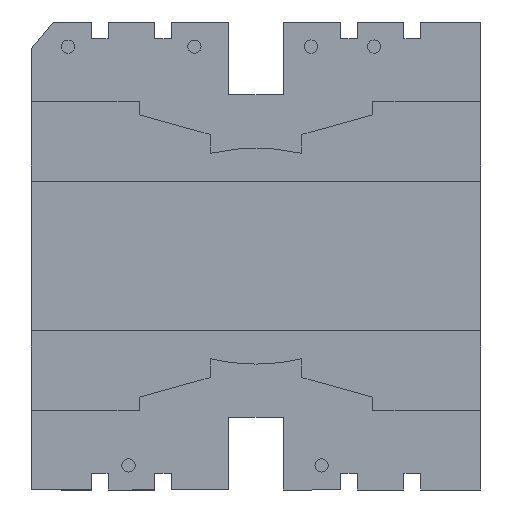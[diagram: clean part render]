
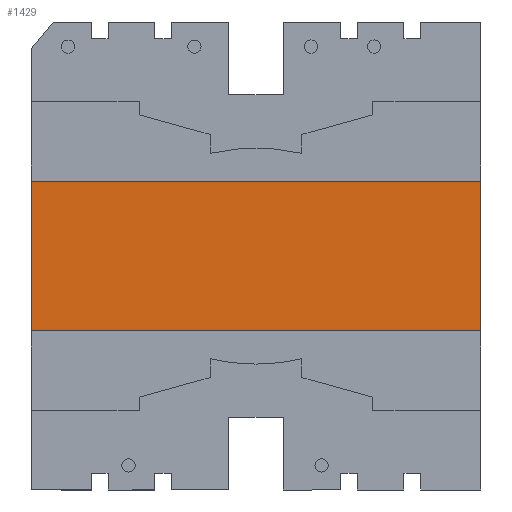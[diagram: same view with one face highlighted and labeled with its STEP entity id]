
A CAD part, front view. The second image highlights one B-rep face of the part: STEP entity #1429.
In plain terms, the highlighted planar face has unit normal (0, -1, 0).
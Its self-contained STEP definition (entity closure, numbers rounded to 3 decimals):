
#41 = ORIENTED_EDGE ( 'NONE', *, *, #2637, .T. ) ;
#252 = EDGE_CURVE ( 'NONE', #4628, #1279, #3554, .T. ) ;
#307 = CARTESIAN_POINT ( 'NONE',  ( 0., 0., -14.06 ) ) ;
#313 = LINE ( 'NONE', #3957, #574 ) ;
#574 = VECTOR ( 'NONE', #3931, 1000. ) ;
#642 = VERTEX_POINT ( 'NONE', #4086 ) ;
#768 = AXIS2_PLACEMENT_3D ( 'NONE', #3740, #2623, #3842 ) ;
#771 = EDGE_CURVE ( 'NONE', #4628, #642, #1879, .T. ) ;
#1025 = PLANE ( 'NONE',  #768 ) ;
#1090 = ORIENTED_EDGE ( 'NONE', *, *, #771, .F. ) ;
#1194 = VERTEX_POINT ( 'NONE', #4618 ) ;
#1249 = EDGE_CURVE ( 'NONE', #1194, #1279, #1537, .T. ) ;
#1279 = VERTEX_POINT ( 'NONE', #3945 ) ;
#1425 = FACE_OUTER_BOUND ( 'NONE', #3713, .T. ) ;
#1429 = ADVANCED_FACE ( 'NONE', ( #1425 ), #1025, .T. ) ;
#1537 = LINE ( 'NONE', #4333, #3768 ) ;
#1659 = CARTESIAN_POINT ( 'NONE',  ( 27., 0., 0. ) ) ;
#1778 = VECTOR ( 'NONE', #4212, 1000. ) ;
#1879 = LINE ( 'NONE', #307, #1778 ) ;
#2364 = DIRECTION ( 'NONE',  ( 0., 0., 1. ) ) ;
#2623 = DIRECTION ( 'NONE',  ( 0., -1., 0. ) ) ;
#2637 = EDGE_CURVE ( 'NONE', #1194, #642, #313, .T. ) ;
#2960 = ORIENTED_EDGE ( 'NONE', *, *, #1249, .F. ) ;
#3554 = LINE ( 'NONE', #1659, #5000 ) ;
#3713 = EDGE_LOOP ( 'NONE', ( #1090, #4183, #2960, #41 ) ) ;
#3740 = CARTESIAN_POINT ( 'NONE',  ( 0., 0., 0. ) ) ;
#3768 = VECTOR ( 'NONE', #4357, 1000. ) ;
#3842 = DIRECTION ( 'NONE',  ( 0., 0., -1. ) ) ;
#3931 = DIRECTION ( 'NONE',  ( 0., 0., -1. ) ) ;
#3945 = CARTESIAN_POINT ( 'NONE',  ( 27., 0., -5.06 ) ) ;
#3957 = CARTESIAN_POINT ( 'NONE',  ( 0., 0., 4.5 ) ) ;
#4043 = CARTESIAN_POINT ( 'NONE',  ( 27., 0., -14.06 ) ) ;
#4086 = CARTESIAN_POINT ( 'NONE',  ( 0., 0., -14.06 ) ) ;
#4183 = ORIENTED_EDGE ( 'NONE', *, *, #252, .T. ) ;
#4212 = DIRECTION ( 'NONE',  ( -1., 0., 0. ) ) ;
#4333 = CARTESIAN_POINT ( 'NONE',  ( 0., 0., -5.06 ) ) ;
#4357 = DIRECTION ( 'NONE',  ( 1., 0., 0. ) ) ;
#4618 = CARTESIAN_POINT ( 'NONE',  ( 0., 0., -5.06 ) ) ;
#4628 = VERTEX_POINT ( 'NONE', #4043 ) ;
#5000 = VECTOR ( 'NONE', #2364, 1000. ) ;
